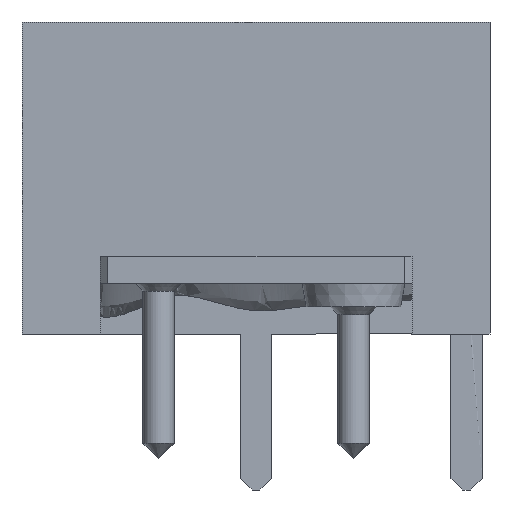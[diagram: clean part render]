
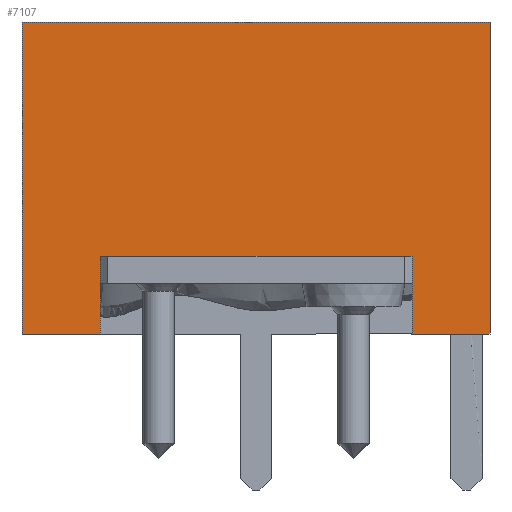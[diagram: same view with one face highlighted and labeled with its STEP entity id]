
A CAD part, front view. The second image highlights one B-rep face of the part: STEP entity #7107.
In plain terms, the highlighted planar face has unit normal (0, -1, 0).
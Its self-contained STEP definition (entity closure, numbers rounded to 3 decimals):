
#417 = CARTESIAN_POINT ( 'NONE',  ( -6., -5.5, 3.6 ) ) ;
#662 = CARTESIAN_POINT ( 'NONE',  ( -6., -5.5, 0. ) ) ;
#819 = CARTESIAN_POINT ( 'NONE',  ( 6., -5.5, 0. ) ) ;
#862 = LINE ( 'NONE', #16205, #7988 ) ;
#1032 = DIRECTION ( 'NONE',  ( 1., 0., 0. ) ) ;
#1094 = DIRECTION ( 'NONE',  ( 1., 0., 0. ) ) ;
#1347 = CARTESIAN_POINT ( 'NONE',  ( -6., -5.5, 0. ) ) ;
#1461 = DIRECTION ( 'NONE',  ( 1., 0., 0. ) ) ;
#1674 = PLANE ( 'NONE',  #5678 ) ;
#2049 = DIRECTION ( 'NONE',  ( 0., 0., -1. ) ) ;
#2083 = LINE ( 'NONE', #13339, #12092 ) ;
#2324 = CARTESIAN_POINT ( 'NONE',  ( 4., -5.5, 3.6 ) ) ;
#2618 = DIRECTION ( 'NONE',  ( 1., 0., 0. ) ) ;
#2691 = VERTEX_POINT ( 'NONE', #15942 ) ;
#2756 = LINE ( 'NONE', #13932, #15810 ) ;
#3237 = ORIENTED_EDGE ( 'NONE', *, *, #13499, .T. ) ;
#3271 = CARTESIAN_POINT ( 'NONE',  ( -6., -5.5, 8. ) ) ;
#3277 = CARTESIAN_POINT ( 'NONE',  ( -3.8, -5.5, 2. ) ) ;
#3379 = DIRECTION ( 'NONE',  ( 0., 0., -1. ) ) ;
#3833 = EDGE_CURVE ( 'NONE', #14697, #9637, #8280, .T. ) ;
#3997 = CARTESIAN_POINT ( 'NONE',  ( -6., -5.5, 2. ) ) ;
#4275 = CARTESIAN_POINT ( 'NONE',  ( 3.8, -5.5, 2. ) ) ;
#4548 = DIRECTION ( 'NONE',  ( 0., 0., -1. ) ) ;
#4977 = EDGE_CURVE ( 'NONE', #5179, #11641, #15060, .T. ) ;
#5134 = VECTOR ( 'NONE', #2049, 1000. ) ;
#5179 = VERTEX_POINT ( 'NONE', #8535 ) ;
#5234 = EDGE_CURVE ( 'NONE', #11093, #11641, #2083, .T. ) ;
#5661 = VERTEX_POINT ( 'NONE', #10174 ) ;
#5678 = AXIS2_PLACEMENT_3D ( 'NONE', #417, #11435, #4548 ) ;
#5913 = VECTOR ( 'NONE', #1094, 1000. ) ;
#6128 = VECTOR ( 'NONE', #12454, 1000. ) ;
#6310 = ORIENTED_EDGE ( 'NONE', *, *, #8519, .T. ) ;
#6592 = VECTOR ( 'NONE', #1032, 1000. ) ;
#6982 = CARTESIAN_POINT ( 'NONE',  ( -6., -5.5, 2. ) ) ;
#7002 = EDGE_LOOP ( 'NONE', ( #11390, #9684, #13559, #14181, #15911, #11907, #11984, #9711, #3237, #6310 ) ) ;
#7022 = CARTESIAN_POINT ( 'NONE',  ( -6., -5.5, 3.6 ) ) ;
#7107 = ADVANCED_FACE ( 'NONE', ( #11693 ), #1674, .T. ) ;
#7223 = EDGE_CURVE ( 'NONE', #9528, #11093, #862, .T. ) ;
#7243 = EDGE_CURVE ( 'NONE', #9637, #8702, #2756, .T. ) ;
#7988 = VECTOR ( 'NONE', #9312, 1000. ) ;
#8205 = EDGE_CURVE ( 'NONE', #5661, #14697, #16501, .T. ) ;
#8280 = LINE ( 'NONE', #6982, #15445 ) ;
#8361 = EDGE_CURVE ( 'NONE', #8702, #5179, #14576, .T. ) ;
#8519 = EDGE_CURVE ( 'NONE', #17549, #2691, #11858, .T. ) ;
#8535 = CARTESIAN_POINT ( 'NONE',  ( 4., -5.5, 0. ) ) ;
#8702 = VERTEX_POINT ( 'NONE', #11311 ) ;
#9312 = DIRECTION ( 'NONE',  ( 1., 0., 0. ) ) ;
#9528 = VERTEX_POINT ( 'NONE', #3271 ) ;
#9565 = DIRECTION ( 'NONE',  ( 0., 0., 1. ) ) ;
#9637 = VERTEX_POINT ( 'NONE', #4275 ) ;
#9684 = ORIENTED_EDGE ( 'NONE', *, *, #8205, .T. ) ;
#9711 = ORIENTED_EDGE ( 'NONE', *, *, #7223, .F. ) ;
#9876 = LINE ( 'NONE', #7022, #6128 ) ;
#10174 = CARTESIAN_POINT ( 'NONE',  ( -4., -5.5, 2. ) ) ;
#11093 = VERTEX_POINT ( 'NONE', #13735 ) ;
#11311 = CARTESIAN_POINT ( 'NONE',  ( 4., -5.5, 2. ) ) ;
#11390 = ORIENTED_EDGE ( 'NONE', *, *, #12048, .T. ) ;
#11435 = DIRECTION ( 'NONE',  ( 0., -1., 0. ) ) ;
#11641 = VERTEX_POINT ( 'NONE', #819 ) ;
#11693 = FACE_OUTER_BOUND ( 'NONE', #7002, .T. ) ;
#11858 = LINE ( 'NONE', #662, #6592 ) ;
#11907 = ORIENTED_EDGE ( 'NONE', *, *, #4977, .T. ) ;
#11984 = ORIENTED_EDGE ( 'NONE', *, *, #5234, .F. ) ;
#12048 = EDGE_CURVE ( 'NONE', #2691, #5661, #13578, .T. ) ;
#12092 = VECTOR ( 'NONE', #3379, 1000. ) ;
#12441 = VECTOR ( 'NONE', #2618, 1000. ) ;
#12454 = DIRECTION ( 'NONE',  ( 0., 0., -1. ) ) ;
#13339 = CARTESIAN_POINT ( 'NONE',  ( 6., -5.5, 3.6 ) ) ;
#13499 = EDGE_CURVE ( 'NONE', #9528, #17549, #9876, .T. ) ;
#13559 = ORIENTED_EDGE ( 'NONE', *, *, #3833, .T. ) ;
#13578 = LINE ( 'NONE', #16371, #16264 ) ;
#13735 = CARTESIAN_POINT ( 'NONE',  ( 6., -5.5, 8. ) ) ;
#13840 = DIRECTION ( 'NONE',  ( 1., 0., 0. ) ) ;
#13932 = CARTESIAN_POINT ( 'NONE',  ( -6., -5.5, 2. ) ) ;
#14181 = ORIENTED_EDGE ( 'NONE', *, *, #7243, .T. ) ;
#14576 = LINE ( 'NONE', #2324, #5134 ) ;
#14697 = VERTEX_POINT ( 'NONE', #3277 ) ;
#15060 = LINE ( 'NONE', #16431, #5913 ) ;
#15445 = VECTOR ( 'NONE', #13840, 1000. ) ;
#15810 = VECTOR ( 'NONE', #1461, 1000. ) ;
#15911 = ORIENTED_EDGE ( 'NONE', *, *, #8361, .T. ) ;
#15942 = CARTESIAN_POINT ( 'NONE',  ( -4., -5.5, 0. ) ) ;
#16205 = CARTESIAN_POINT ( 'NONE',  ( 0., -5.5, 8. ) ) ;
#16264 = VECTOR ( 'NONE', #9565, 1000. ) ;
#16371 = CARTESIAN_POINT ( 'NONE',  ( -4., -5.5, 3.6 ) ) ;
#16431 = CARTESIAN_POINT ( 'NONE',  ( -6., -5.5, 0. ) ) ;
#16501 = LINE ( 'NONE', #3997, #12441 ) ;
#17549 = VERTEX_POINT ( 'NONE', #1347 ) ;
